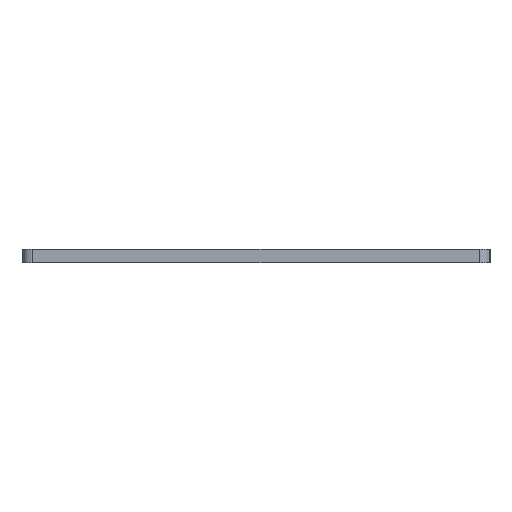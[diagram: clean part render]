
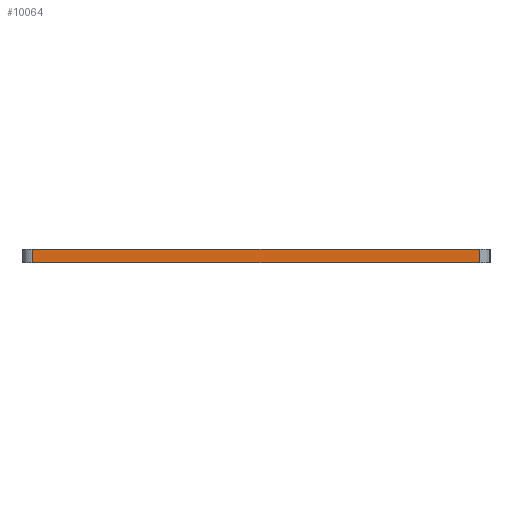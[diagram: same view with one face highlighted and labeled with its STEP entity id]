
A CAD part, left-side view. The second image highlights one B-rep face of the part: STEP entity #10064.
In plain terms, the highlighted planar face has unit normal (-1, 0, 0).
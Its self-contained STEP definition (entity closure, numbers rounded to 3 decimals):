
#83 = PLANE('',#84);
#84 = AXIS2_PLACEMENT_3D('',#85,#86,#87);
#85 = CARTESIAN_POINT('',(148.501,-105.004,1.6));
#86 = DIRECTION('',(-0.,-0.,-1.));
#87 = DIRECTION('',(-1.,0.,0.));
#111 = CYLINDRICAL_SURFACE('',#112,1.27);
#112 = AXIS2_PLACEMENT_3D('',#113,#114,#115);
#113 = CARTESIAN_POINT('',(99.606,-131.039,0.));
#114 = DIRECTION('',(-0.,-0.,-1.));
#115 = DIRECTION('',(1.,0.,-0.));
#137 = PLANE('',#138);
#138 = AXIS2_PLACEMENT_3D('',#139,#140,#141);
#139 = CARTESIAN_POINT('',(148.501,-105.004,0.));
#140 = DIRECTION('',(-0.,-0.,-1.));
#141 = DIRECTION('',(-1.,0.,0.));
#238 = EDGE_CURVE('',#239,#241,#243,.T.);
#239 = VERTEX_POINT('',#240);
#240 = CARTESIAN_POINT('',(98.336,-131.039,0.));
#241 = VERTEX_POINT('',#242);
#242 = CARTESIAN_POINT('',(98.336,-131.039,1.6));
#243 = SURFACE_CURVE('',#244,(#248,#255),.PCURVE_S1.);
#244 = LINE('',#245,#246);
#245 = CARTESIAN_POINT('',(98.336,-131.039,0.));
#246 = VECTOR('',#247,1.);
#247 = DIRECTION('',(0.,0.,1.));
#248 = PCURVE('',#111,#249);
#249 = DEFINITIONAL_REPRESENTATION('',(#250),#254);
#250 = LINE('',#251,#252);
#251 = CARTESIAN_POINT('',(-3.141,0.));
#252 = VECTOR('',#253,1.);
#253 = DIRECTION('',(-0.,-1.));
#254 = ( GEOMETRIC_REPRESENTATION_CONTEXT(2) 
PARAMETRIC_REPRESENTATION_CONTEXT() REPRESENTATION_CONTEXT('2D SPACE',''
  ) );
#255 = PCURVE('',#256,#261);
#256 = PLANE('',#257);
#257 = AXIS2_PLACEMENT_3D('',#258,#259,#260);
#258 = CARTESIAN_POINT('',(98.336,-131.039,0.));
#259 = DIRECTION('',(-1.,0.,0.));
#260 = DIRECTION('',(0.,1.,0.));
#261 = DEFINITIONAL_REPRESENTATION('',(#262),#266);
#262 = LINE('',#263,#264);
#263 = CARTESIAN_POINT('',(0.,0.));
#264 = VECTOR('',#265,1.);
#265 = DIRECTION('',(0.,-1.));
#266 = ( GEOMETRIC_REPRESENTATION_CONTEXT(2) 
PARAMETRIC_REPRESENTATION_CONTEXT() REPRESENTATION_CONTEXT('2D SPACE',''
  ) );
#326 = EDGE_CURVE('',#239,#327,#329,.T.);
#327 = VERTEX_POINT('',#328);
#328 = CARTESIAN_POINT('',(98.336,-78.969,0.));
#329 = SURFACE_CURVE('',#330,(#334,#341),.PCURVE_S1.);
#330 = LINE('',#331,#332);
#331 = CARTESIAN_POINT('',(98.336,-131.039,0.));
#332 = VECTOR('',#333,1.);
#333 = DIRECTION('',(0.,1.,0.));
#334 = PCURVE('',#137,#335);
#335 = DEFINITIONAL_REPRESENTATION('',(#336),#340);
#336 = LINE('',#337,#338);
#337 = CARTESIAN_POINT('',(50.165,-26.035));
#338 = VECTOR('',#339,1.);
#339 = DIRECTION('',(0.,1.));
#340 = ( GEOMETRIC_REPRESENTATION_CONTEXT(2) 
PARAMETRIC_REPRESENTATION_CONTEXT() REPRESENTATION_CONTEXT('2D SPACE',''
  ) );
#341 = PCURVE('',#256,#342);
#342 = DEFINITIONAL_REPRESENTATION('',(#343),#347);
#343 = LINE('',#344,#345);
#344 = CARTESIAN_POINT('',(0.,0.));
#345 = VECTOR('',#346,1.);
#346 = DIRECTION('',(1.,0.));
#347 = ( GEOMETRIC_REPRESENTATION_CONTEXT(2) 
PARAMETRIC_REPRESENTATION_CONTEXT() REPRESENTATION_CONTEXT('2D SPACE',''
  ) );
#370 = CYLINDRICAL_SURFACE('',#371,1.27);
#371 = AXIS2_PLACEMENT_3D('',#372,#373,#374);
#372 = CARTESIAN_POINT('',(99.606,-78.969,0.));
#373 = DIRECTION('',(-0.,-0.,-1.));
#374 = DIRECTION('',(1.,0.,-0.));
#5602 = EDGE_CURVE('',#241,#5603,#5605,.T.);
#5603 = VERTEX_POINT('',#5604);
#5604 = CARTESIAN_POINT('',(98.336,-78.969,1.6));
#5605 = SURFACE_CURVE('',#5606,(#5610,#5617),.PCURVE_S1.);
#5606 = LINE('',#5607,#5608);
#5607 = CARTESIAN_POINT('',(98.336,-131.039,1.6));
#5608 = VECTOR('',#5609,1.);
#5609 = DIRECTION('',(0.,1.,0.));
#5610 = PCURVE('',#83,#5611);
#5611 = DEFINITIONAL_REPRESENTATION('',(#5612),#5616);
#5612 = LINE('',#5613,#5614);
#5613 = CARTESIAN_POINT('',(50.165,-26.035));
#5614 = VECTOR('',#5615,1.);
#5615 = DIRECTION('',(0.,1.));
#5616 = ( GEOMETRIC_REPRESENTATION_CONTEXT(2) 
PARAMETRIC_REPRESENTATION_CONTEXT() REPRESENTATION_CONTEXT('2D SPACE',''
  ) );
#5617 = PCURVE('',#256,#5618);
#5618 = DEFINITIONAL_REPRESENTATION('',(#5619),#5623);
#5619 = LINE('',#5620,#5621);
#5620 = CARTESIAN_POINT('',(0.,-1.6));
#5621 = VECTOR('',#5622,1.);
#5622 = DIRECTION('',(1.,0.));
#5623 = ( GEOMETRIC_REPRESENTATION_CONTEXT(2) 
PARAMETRIC_REPRESENTATION_CONTEXT() REPRESENTATION_CONTEXT('2D SPACE',''
  ) );
#10064 = ADVANCED_FACE('',(#10065),#256,.T.);
#10065 = FACE_BOUND('',#10066,.T.);
#10066 = EDGE_LOOP('',(#10067,#10068,#10069,#10090));
#10067 = ORIENTED_EDGE('',*,*,#238,.T.);
#10068 = ORIENTED_EDGE('',*,*,#5602,.T.);
#10069 = ORIENTED_EDGE('',*,*,#10070,.F.);
#10070 = EDGE_CURVE('',#327,#5603,#10071,.T.);
#10071 = SURFACE_CURVE('',#10072,(#10076,#10083),.PCURVE_S1.);
#10072 = LINE('',#10073,#10074);
#10073 = CARTESIAN_POINT('',(98.336,-78.969,0.));
#10074 = VECTOR('',#10075,1.);
#10075 = DIRECTION('',(0.,0.,1.));
#10076 = PCURVE('',#256,#10077);
#10077 = DEFINITIONAL_REPRESENTATION('',(#10078),#10082);
#10078 = LINE('',#10079,#10080);
#10079 = CARTESIAN_POINT('',(52.07,0.));
#10080 = VECTOR('',#10081,1.);
#10081 = DIRECTION('',(0.,-1.));
#10082 = ( GEOMETRIC_REPRESENTATION_CONTEXT(2) 
PARAMETRIC_REPRESENTATION_CONTEXT() REPRESENTATION_CONTEXT('2D SPACE',''
  ) );
#10083 = PCURVE('',#370,#10084);
#10084 = DEFINITIONAL_REPRESENTATION('',(#10085),#10089);
#10085 = LINE('',#10086,#10087);
#10086 = CARTESIAN_POINT('',(-3.141,0.));
#10087 = VECTOR('',#10088,1.);
#10088 = DIRECTION('',(-0.,-1.));
#10089 = ( GEOMETRIC_REPRESENTATION_CONTEXT(2) 
PARAMETRIC_REPRESENTATION_CONTEXT() REPRESENTATION_CONTEXT('2D SPACE',''
  ) );
#10090 = ORIENTED_EDGE('',*,*,#326,.F.);
